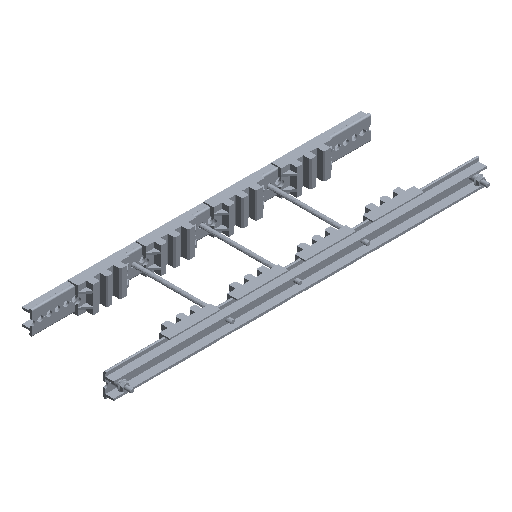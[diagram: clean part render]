
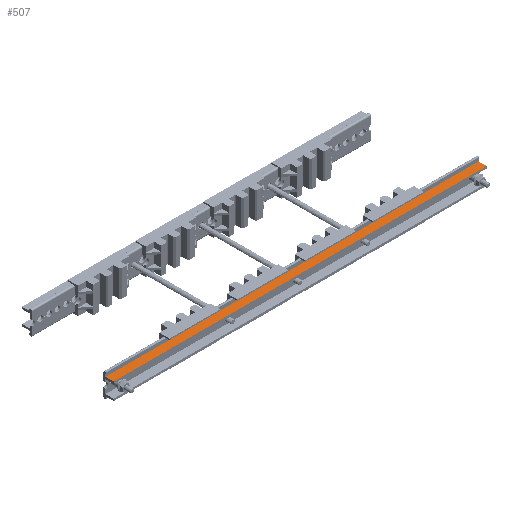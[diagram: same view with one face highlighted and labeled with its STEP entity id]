
A CAD part, isometric view. The second image highlights one B-rep face of the part: STEP entity #507.
In plain terms, the highlighted planar face has unit normal (0, 0, 1).
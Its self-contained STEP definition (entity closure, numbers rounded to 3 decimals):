
#507=ADVANCED_FACE('',(#6129),#6130,.F.);
#6129=FACE_OUTER_BOUND('',#16964,.T.);
#6130=PLANE('',#16965);
#16964=EDGE_LOOP('',(#32351,#32352,#32353,#32354));
#16965=AXIS2_PLACEMENT_3D('',#32355,#32356,#32357);
#32351=ORIENTED_EDGE('',*,*,#71869,.T.);
#32352=ORIENTED_EDGE('',*,*,#71904,.F.);
#32353=ORIENTED_EDGE('',*,*,#71905,.F.);
#32354=ORIENTED_EDGE('',*,*,#71902,.T.);
#32355=CARTESIAN_POINT('',(299.162,-58.823,33.118));
#32356=DIRECTION('',(0.0,0.0,-1.0));
#32357=DIRECTION('',(0.0,-1.0,0.0));
#71869=EDGE_CURVE('',#85324,#85322,#85325,.T.);
#71902=EDGE_CURVE('',#85375,#85324,#85376,.T.);
#71904=EDGE_CURVE('',#85378,#85322,#85379,.T.);
#71905=EDGE_CURVE('',#85375,#85378,#85380,.T.);
#85322=VERTEX_POINT('',#109306);
#85324=VERTEX_POINT('',#109309);
#85325=LINE('',#109310,#109311);
#85375=VERTEX_POINT('',#109387);
#85376=LINE('',#109388,#109389);
#85378=VERTEX_POINT('',#109392);
#85379=LINE('',#109393,#109394);
#85380=LINE('',#109395,#109396);
#109306=CARTESIAN_POINT('',(-250.838,-58.823,33.118));
#109309=CARTESIAN_POINT('',(-250.838,-46.823,33.118));
#109310=CARTESIAN_POINT('',(-250.838,-58.823,33.118));
#109311=VECTOR('',#141178,1000.0);
#109387=CARTESIAN_POINT('',(299.162,-46.823,33.118));
#109388=CARTESIAN_POINT('',(299.162,-46.823,33.118));
#109389=VECTOR('',#141223,1000.0);
#109392=CARTESIAN_POINT('',(299.162,-58.823,33.118));
#109393=CARTESIAN_POINT('',(299.162,-58.823,33.118));
#109394=VECTOR('',#141225,1000.0);
#109395=CARTESIAN_POINT('',(299.162,-58.823,33.118));
#109396=VECTOR('',#141226,1000.0);
#141178=DIRECTION('',(-0.0,-1.0,-0.0));
#141223=DIRECTION('',(-1.0,-0.0,-0.0));
#141225=DIRECTION('',(-1.0,-0.0,-0.0));
#141226=DIRECTION('',(-0.0,-1.0,-0.0));
